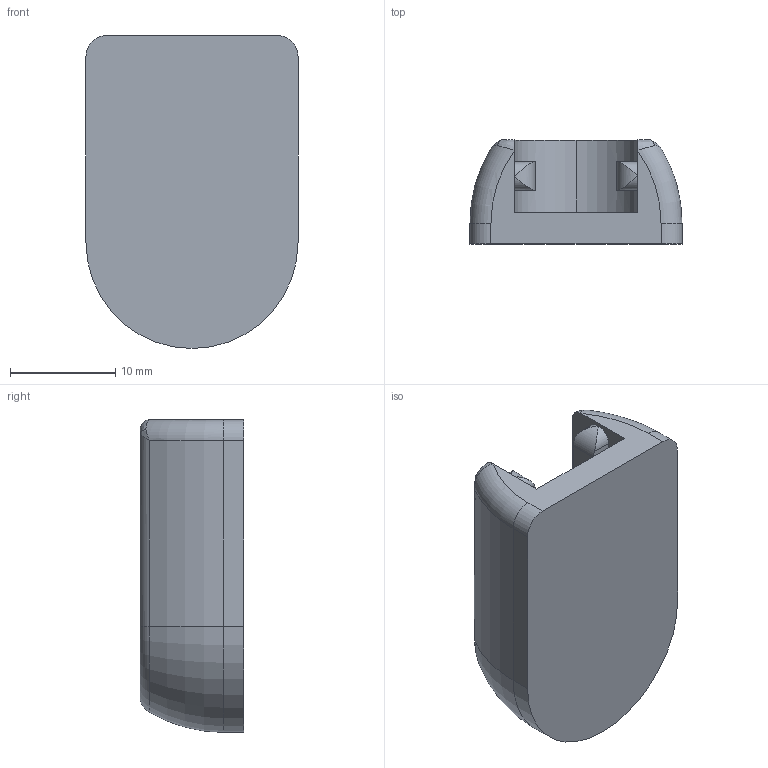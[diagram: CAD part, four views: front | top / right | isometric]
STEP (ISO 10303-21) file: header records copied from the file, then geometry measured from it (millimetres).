
FILE_DESCRIPTION (( 'STEP AP214' ), '1' );
FILE_NAME ('2400306 - RG2 Flex Finger r06.STEP', '2017-05-05T09:23:12', ( '' ), ( '' ), 'SwSTEP 2.0', 'SolidWorks 2016', '' );
FILE_SCHEMA (( 'AUTOMOTIVE_DESIGN' ));
Length unit declared in the file: millimetre
Products named in the file (1): 2400306 - RG2 Flex Finger r06
Bounding box: 20.2 x 9.9 x 29.8 mm (x, y, z)
Volume: 3299 mm3; surface area: 2319.3 mm2
Topology: 1 solids, 1 shells, 40 faces, 104 edges, 64 vertices
Faces by surface type: cylinder 16, plane 14, torus 6, bspline 4
Entity records: 1416 total; most frequent: CARTESIAN_POINT 437, ORIENTED_EDGE 204, DIRECTION 194, EDGE_CURVE 102, AXIS2_PLACEMENT_3D 75, VERTEX_POINT 64, LINE 44, VECTOR 44
